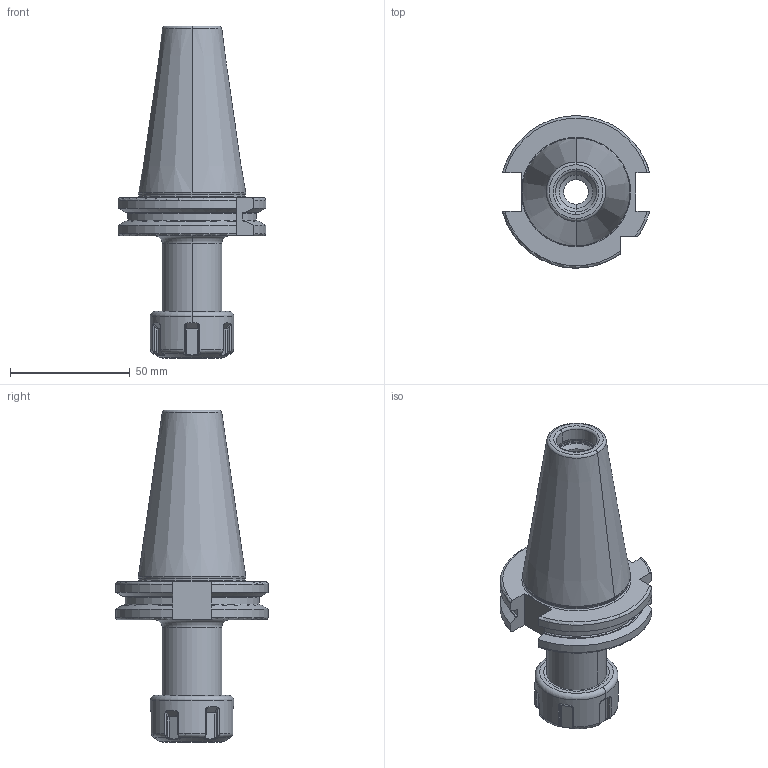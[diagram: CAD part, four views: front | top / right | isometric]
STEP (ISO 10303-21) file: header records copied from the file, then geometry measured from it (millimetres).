
FILE_DESCRIPTION((''),'2;1');
FILE_NAME('402_02_13','2020-09-15T',('104091'),(''),'CREO PARAMETRIC BY PTC INC, 2016260','CREO PARAMETRIC BY PTC INC, 2016260','');
FILE_SCHEMA(('CONFIG_CONTROL_DESIGN'));
Length unit declared in the file: millimetre
Products named in the file (1): 402_02_13
Bounding box: 61.48 x 63.54 x 138.4 mm (x, y, z)
Volume: 123524.4 mm3; surface area: 28168.9 mm2
Topology: 1 solids, 1 shells, 280 faces, 682 edges, 409 vertices
Faces by surface type: cylinder 65, bspline 62, plane 61, torus 52, cone 28, sphere 12
Entity records: 10874 total; most frequent: CARTESIAN_POINT 4731, ORIENTED_EDGE 1360, DIRECTION 1142, EDGE_CURVE 680, AXIS2_PLACEMENT_3D 448, VERTEX_POINT 409, EDGE_LOOP 289, FACE_OUTER_BOUND 280
